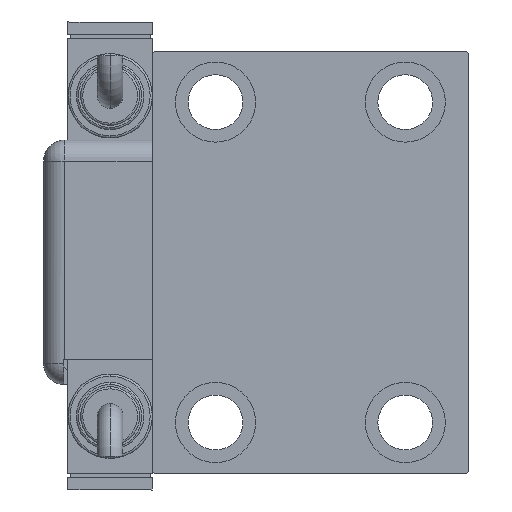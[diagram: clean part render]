
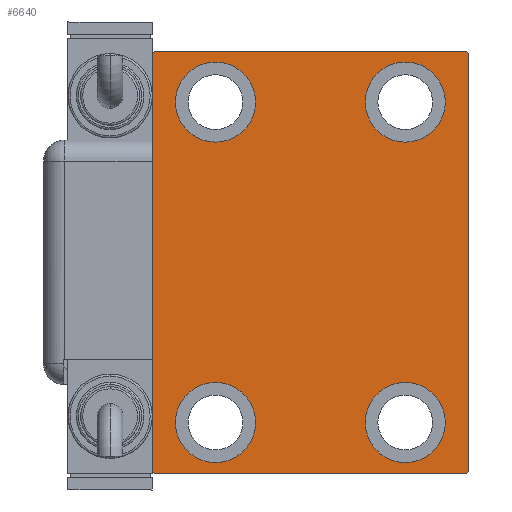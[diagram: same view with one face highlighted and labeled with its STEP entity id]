
A CAD part, left-side view. The second image highlights one B-rep face of the part: STEP entity #6640.
In plain terms, the highlighted face is planar.
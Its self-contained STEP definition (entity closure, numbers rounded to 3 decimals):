
#6 = VERTEX_POINT ( 'NONE', #21434 ) ;
#355 = DIRECTION ( 'NONE',  ( -1., 0., 0. ) ) ;
#358 = CIRCLE ( 'NONE', #51167, 9.5 ) ;
#1253 = VERTEX_POINT ( 'NONE', #24058 ) ;
#1588 = DIRECTION ( 'NONE',  ( 0., 0., 1. ) ) ;
#1826 = VERTEX_POINT ( 'NONE', #25800 ) ;
#1963 = FACE_BOUND ( 'NONE', #59290, .T. ) ;
#3769 = CARTESIAN_POINT ( 'NONE',  ( 98., -37.5, 50. ) ) ;
#3994 = VERTEX_POINT ( 'NONE', #23797 ) ;
#4221 = ORIENTED_EDGE ( 'NONE', *, *, #32403, .T. ) ;
#4253 = VERTEX_POINT ( 'NONE', #8191 ) ;
#4435 = LINE ( 'NONE', #18486, #33654 ) ;
#5302 = EDGE_CURVE ( 'NONE', #1253, #38335, #19210, .T. ) ;
#5385 = EDGE_CURVE ( 'NONE', #52056, #39288, #35715, .T. ) ;
#6556 = FACE_OUTER_BOUND ( 'NONE', #22882, .T. ) ;
#6640 = ADVANCED_FACE ( 'NONE', ( #7169, #29778, #1963, #19996, #6556 ), #11749, .T. ) ;
#6974 = DIRECTION ( 'NONE',  ( -1., 0., 0. ) ) ;
#7095 = VERTEX_POINT ( 'NONE', #49439 ) ;
#7169 = FACE_BOUND ( 'NONE', #42485, .T. ) ;
#7615 = CARTESIAN_POINT ( 'NONE',  ( 98., 43.5, -43.5 ) ) ;
#7944 = VECTOR ( 'NONE', #25057, 1000. ) ;
#7956 = DIRECTION ( 'NONE',  ( 0., -0.707, 0.707 ) ) ;
#8191 = CARTESIAN_POINT ( 'NONE',  ( 98., -37.5, -49.5 ) ) ;
#8201 = DIRECTION ( 'NONE',  ( 0., 0., 1. ) ) ;
#8457 = VECTOR ( 'NONE', #11753, 1000. ) ;
#8880 = CARTESIAN_POINT ( 'NONE',  ( 98., -37.5, 49.5 ) ) ;
#9875 = VECTOR ( 'NONE', #7956, 1000. ) ;
#10762 = DIRECTION ( 'NONE',  ( -1., 0., 0. ) ) ;
#10831 = CARTESIAN_POINT ( 'NONE',  ( 98., 0., 0. ) ) ;
#11749 = PLANE ( 'NONE',  #46621 ) ;
#11753 = DIRECTION ( 'NONE',  ( 0., 0., -1. ) ) ;
#12025 = LINE ( 'NONE', #39238, #49481 ) ;
#13053 = EDGE_CURVE ( 'NONE', #38335, #1253, #52902, .T. ) ;
#13269 = EDGE_CURVE ( 'NONE', #43534, #34312, #15735, .T. ) ;
#14120 = CARTESIAN_POINT ( 'NONE',  ( 98., 22.5, -38. ) ) ;
#15439 = CARTESIAN_POINT ( 'NONE',  ( 98., -37., -50. ) ) ;
#15735 = CIRCLE ( 'NONE', #49926, 9.5 ) ;
#15995 = DIRECTION ( 'NONE',  ( 0., 1., 0. ) ) ;
#16066 = EDGE_CURVE ( 'NONE', #16883, #17357, #29645, .T. ) ;
#16574 = DIRECTION ( 'NONE',  ( -1., 0., 0. ) ) ;
#16883 = VERTEX_POINT ( 'NONE', #31687 ) ;
#17297 = DIRECTION ( 'NONE',  ( 0., 0., 1. ) ) ;
#17357 = VERTEX_POINT ( 'NONE', #52404 ) ;
#18486 = CARTESIAN_POINT ( 'NONE',  ( 98., -43.5, -43.5 ) ) ;
#19210 = CIRCLE ( 'NONE', #30974, 9.5 ) ;
#19964 = EDGE_CURVE ( 'NONE', #39288, #6, #22521, .T. ) ;
#19996 = FACE_BOUND ( 'NONE', #58188, .T. ) ;
#20533 = DIRECTION ( 'NONE',  ( 0., 0.707, -0.707 ) ) ;
#20773 = ORIENTED_EDGE ( 'NONE', *, *, #42808, .T. ) ;
#21434 = CARTESIAN_POINT ( 'NONE',  ( 98., 37.5, 49.5 ) ) ;
#21514 = VERTEX_POINT ( 'NONE', #29621 ) ;
#22521 = LINE ( 'NONE', #23720, #47110 ) ;
#22882 = EDGE_LOOP ( 'NONE', ( #53692, #50461, #20773, #25118, #35034, #60202, #36197, #40994 ) ) ;
#23001 = AXIS2_PLACEMENT_3D ( 'NONE', #48863, #6974, #28982 ) ;
#23319 = EDGE_CURVE ( 'NONE', #21514, #7095, #358, .T. ) ;
#23576 = CARTESIAN_POINT ( 'NONE',  ( 98., 22.5, 38. ) ) ;
#23720 = CARTESIAN_POINT ( 'NONE',  ( 98., 37.5, -50. ) ) ;
#23797 = CARTESIAN_POINT ( 'NONE',  ( 98., -22.5, -28.5 ) ) ;
#23953 = AXIS2_PLACEMENT_3D ( 'NONE', #42051, #45443, #27087 ) ;
#24058 = CARTESIAN_POINT ( 'NONE',  ( 98., -22.5, 47.5 ) ) ;
#24220 = VERTEX_POINT ( 'NONE', #8880 ) ;
#24975 = CARTESIAN_POINT ( 'NONE',  ( 98., -22.5, 28.5 ) ) ;
#25057 = DIRECTION ( 'NONE',  ( 0., -1., 0. ) ) ;
#25118 = ORIENTED_EDGE ( 'NONE', *, *, #26099, .T. ) ;
#25663 = CARTESIAN_POINT ( 'NONE',  ( 98., 37.5, 50. ) ) ;
#25797 = DIRECTION ( 'NONE',  ( 1., 0., 0. ) ) ;
#25800 = CARTESIAN_POINT ( 'NONE',  ( 98., -22.5, -47.5 ) ) ;
#26099 = EDGE_CURVE ( 'NONE', #4253, #53978, #4435, .T. ) ;
#26195 = CARTESIAN_POINT ( 'NONE',  ( 98., 22.5, 47.5 ) ) ;
#26827 = ORIENTED_EDGE ( 'NONE', *, *, #46650, .T. ) ;
#27087 = DIRECTION ( 'NONE',  ( 0., 0., 1. ) ) ;
#27145 = CARTESIAN_POINT ( 'NONE',  ( 98., 37., -50. ) ) ;
#27862 = DIRECTION ( 'NONE',  ( 0., 0., 1. ) ) ;
#28737 = DIRECTION ( 'NONE',  ( 0., -0.707, -0.707 ) ) ;
#28778 = DIRECTION ( 'NONE',  ( -1., 0., 0. ) ) ;
#28982 = DIRECTION ( 'NONE',  ( 0., 0., 1. ) ) ;
#29127 = AXIS2_PLACEMENT_3D ( 'NONE', #23576, #28778, #27862 ) ;
#29621 = CARTESIAN_POINT ( 'NONE',  ( 98., 22.5, -28.5 ) ) ;
#29645 = LINE ( 'NONE', #25663, #7944 ) ;
#29778 = FACE_BOUND ( 'NONE', #36236, .T. ) ;
#30569 = ORIENTED_EDGE ( 'NONE', *, *, #55936, .T. ) ;
#30974 = AXIS2_PLACEMENT_3D ( 'NONE', #45188, #31422, #8201 ) ;
#31260 = VECTOR ( 'NONE', #28737, 1000. ) ;
#31422 = DIRECTION ( 'NONE',  ( -1., 0., 0. ) ) ;
#31687 = CARTESIAN_POINT ( 'NONE',  ( 98., 37., 50. ) ) ;
#31910 = VECTOR ( 'NONE', #40316, 1000. ) ;
#32045 = CIRCLE ( 'NONE', #29127, 9.5 ) ;
#32247 = DIRECTION ( 'NONE',  ( -1., 0., 0. ) ) ;
#32403 = EDGE_CURVE ( 'NONE', #1826, #3994, #50331, .T. ) ;
#33654 = VECTOR ( 'NONE', #20533, 1000. ) ;
#33989 = CARTESIAN_POINT ( 'NONE',  ( 98., -22.5, 38. ) ) ;
#34312 = VERTEX_POINT ( 'NONE', #42679 ) ;
#34766 = EDGE_CURVE ( 'NONE', #53978, #52056, #12025, .T. ) ;
#35034 = ORIENTED_EDGE ( 'NONE', *, *, #34766, .T. ) ;
#35715 = LINE ( 'NONE', #7615, #31910 ) ;
#36197 = ORIENTED_EDGE ( 'NONE', *, *, #19964, .T. ) ;
#36236 = EDGE_LOOP ( 'NONE', ( #53413, #59168 ) ) ;
#37357 = DIRECTION ( 'NONE',  ( 0., 0., 1. ) ) ;
#37923 = LINE ( 'NONE', #43718, #31260 ) ;
#38335 = VERTEX_POINT ( 'NONE', #24975 ) ;
#39238 = CARTESIAN_POINT ( 'NONE',  ( 98., -37.5, -50. ) ) ;
#39264 = DIRECTION ( 'NONE',  ( 0., 0., -1. ) ) ;
#39288 = VERTEX_POINT ( 'NONE', #39820 ) ;
#39820 = CARTESIAN_POINT ( 'NONE',  ( 98., 37.5, -49.5 ) ) ;
#40316 = DIRECTION ( 'NONE',  ( 0., 0.707, 0.707 ) ) ;
#40711 = CARTESIAN_POINT ( 'NONE',  ( 98., -22.5, -38. ) ) ;
#40880 = EDGE_CURVE ( 'NONE', #7095, #21514, #53346, .T. ) ;
#40994 = ORIENTED_EDGE ( 'NONE', *, *, #58644, .T. ) ;
#41895 = ORIENTED_EDGE ( 'NONE', *, *, #23319, .T. ) ;
#42051 = CARTESIAN_POINT ( 'NONE',  ( 98., -22.5, -38. ) ) ;
#42485 = EDGE_LOOP ( 'NONE', ( #4221, #30569 ) ) ;
#42679 = CARTESIAN_POINT ( 'NONE',  ( 98., 22.5, 28.5 ) ) ;
#42808 = EDGE_CURVE ( 'NONE', #24220, #4253, #45653, .T. ) ;
#42904 = ORIENTED_EDGE ( 'NONE', *, *, #40880, .T. ) ;
#43534 = VERTEX_POINT ( 'NONE', #26195 ) ;
#43718 = CARTESIAN_POINT ( 'NONE',  ( 98., -43.5, 43.5 ) ) ;
#43967 = AXIS2_PLACEMENT_3D ( 'NONE', #40711, #16574, #58786 ) ;
#44831 = ORIENTED_EDGE ( 'NONE', *, *, #13269, .T. ) ;
#45188 = CARTESIAN_POINT ( 'NONE',  ( 98., -22.5, 38. ) ) ;
#45443 = DIRECTION ( 'NONE',  ( -1., 0., 0. ) ) ;
#45653 = LINE ( 'NONE', #3769, #8457 ) ;
#46621 = AXIS2_PLACEMENT_3D ( 'NONE', #10831, #25797, #39264 ) ;
#46650 = EDGE_CURVE ( 'NONE', #34312, #43534, #32045, .T. ) ;
#47110 = VECTOR ( 'NONE', #50667, 1000. ) ;
#48863 = CARTESIAN_POINT ( 'NONE',  ( 98., 22.5, -38. ) ) ;
#48976 = AXIS2_PLACEMENT_3D ( 'NONE', #33989, #10762, #1588 ) ;
#49439 = CARTESIAN_POINT ( 'NONE',  ( 98., 22.5, -47.5 ) ) ;
#49481 = VECTOR ( 'NONE', #15995, 1000. ) ;
#49926 = AXIS2_PLACEMENT_3D ( 'NONE', #56578, #32247, #17297 ) ;
#50331 = CIRCLE ( 'NONE', #23953, 9.5 ) ;
#50461 = ORIENTED_EDGE ( 'NONE', *, *, #56132, .T. ) ;
#50667 = DIRECTION ( 'NONE',  ( 0., 0., 1. ) ) ;
#50821 = CIRCLE ( 'NONE', #43967, 9.5 ) ;
#51029 = CARTESIAN_POINT ( 'NONE',  ( 98., 43.5, 43.5 ) ) ;
#51167 = AXIS2_PLACEMENT_3D ( 'NONE', #14120, #355, #37357 ) ;
#52056 = VERTEX_POINT ( 'NONE', #27145 ) ;
#52404 = CARTESIAN_POINT ( 'NONE',  ( 98., -37., 50. ) ) ;
#52902 = CIRCLE ( 'NONE', #48976, 9.5 ) ;
#53346 = CIRCLE ( 'NONE', #23001, 9.5 ) ;
#53413 = ORIENTED_EDGE ( 'NONE', *, *, #13053, .T. ) ;
#53692 = ORIENTED_EDGE ( 'NONE', *, *, #16066, .T. ) ;
#53978 = VERTEX_POINT ( 'NONE', #15439 ) ;
#55331 = LINE ( 'NONE', #51029, #9875 ) ;
#55936 = EDGE_CURVE ( 'NONE', #3994, #1826, #50821, .T. ) ;
#56132 = EDGE_CURVE ( 'NONE', #17357, #24220, #37923, .T. ) ;
#56578 = CARTESIAN_POINT ( 'NONE',  ( 98., 22.5, 38. ) ) ;
#58188 = EDGE_LOOP ( 'NONE', ( #42904, #41895 ) ) ;
#58644 = EDGE_CURVE ( 'NONE', #6, #16883, #55331, .T. ) ;
#58786 = DIRECTION ( 'NONE',  ( 0., 0., 1. ) ) ;
#59168 = ORIENTED_EDGE ( 'NONE', *, *, #5302, .T. ) ;
#59290 = EDGE_LOOP ( 'NONE', ( #26827, #44831 ) ) ;
#60202 = ORIENTED_EDGE ( 'NONE', *, *, #5385, .T. ) ;
